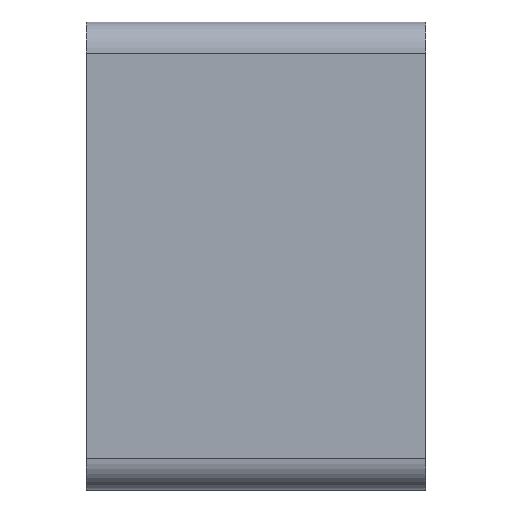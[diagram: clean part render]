
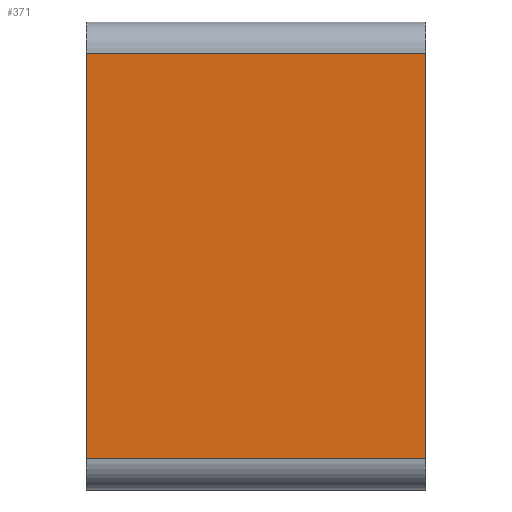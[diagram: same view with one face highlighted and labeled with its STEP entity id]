
A CAD part, top view. The second image highlights one B-rep face of the part: STEP entity #371.
In plain terms, the highlighted planar face has unit normal (0, 0, 1).
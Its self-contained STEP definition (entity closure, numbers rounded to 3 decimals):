
#5 = PLANE ( 'NONE',  #915 ) ;
#20 = ORIENTED_EDGE ( 'NONE', *, *, #1022, .T. ) ;
#28 = LINE ( 'NONE', #389, #577 ) ;
#53 = CARTESIAN_POINT ( 'NONE',  ( -43.5, 0., 35. ) ) ;
#96 = LINE ( 'NONE', #53, #595 ) ;
#150 = EDGE_CURVE ( 'NONE', #323, #316, #949, .T. ) ;
#174 = CARTESIAN_POINT ( 'NONE',  ( 0., 4., 35. ) ) ;
#176 = CARTESIAN_POINT ( 'NONE',  ( 0., 56., 35. ) ) ;
#189 = CARTESIAN_POINT ( 'NONE',  ( -43.5, 0., 35. ) ) ;
#250 = CARTESIAN_POINT ( 'NONE',  ( -43.5, 56., 35. ) ) ;
#288 = ORIENTED_EDGE ( 'NONE', *, *, #682, .F. ) ;
#302 = DIRECTION ( 'NONE',  ( 1., 0., 0. ) ) ;
#316 = VERTEX_POINT ( 'NONE', #176 ) ;
#323 = VERTEX_POINT ( 'NONE', #250 ) ;
#371 = ADVANCED_FACE ( 'NONE', ( #546 ), #5, .F. ) ;
#389 = CARTESIAN_POINT ( 'NONE',  ( 0., 0., 35. ) ) ;
#479 = DIRECTION ( 'NONE',  ( 0., 1., 0. ) ) ;
#541 = DIRECTION ( 'NONE',  ( -1., 0., 0. ) ) ;
#546 = FACE_OUTER_BOUND ( 'NONE', #786, .T. ) ;
#577 = VECTOR ( 'NONE', #479, 1000. ) ;
#595 = VECTOR ( 'NONE', #905, 1000. ) ;
#682 = EDGE_CURVE ( 'NONE', #910, #323, #96, .T. ) ;
#786 = EDGE_LOOP ( 'NONE', ( #802, #886, #288, #20 ) ) ;
#802 = ORIENTED_EDGE ( 'NONE', *, *, #938, .T. ) ;
#886 = ORIENTED_EDGE ( 'NONE', *, *, #150, .F. ) ;
#905 = DIRECTION ( 'NONE',  ( 0., 1., 0. ) ) ;
#910 = VERTEX_POINT ( 'NONE', #1109 ) ;
#915 = AXIS2_PLACEMENT_3D ( 'NONE', #189, #1083, #541 ) ;
#938 = EDGE_CURVE ( 'NONE', #1150, #316, #28, .T. ) ;
#949 = LINE ( 'NONE', #1112, #1156 ) ;
#961 = CARTESIAN_POINT ( 'NONE',  ( -43.5, 4., 35. ) ) ;
#1022 = EDGE_CURVE ( 'NONE', #910, #1150, #1138, .T. ) ;
#1029 = VECTOR ( 'NONE', #1124, 1000. ) ;
#1083 = DIRECTION ( 'NONE',  ( 0., 0., -1. ) ) ;
#1109 = CARTESIAN_POINT ( 'NONE',  ( -43.5, 4., 35. ) ) ;
#1112 = CARTESIAN_POINT ( 'NONE',  ( -43.5, 56., 35. ) ) ;
#1124 = DIRECTION ( 'NONE',  ( 1., 0., 0. ) ) ;
#1138 = LINE ( 'NONE', #961, #1029 ) ;
#1150 = VERTEX_POINT ( 'NONE', #174 ) ;
#1156 = VECTOR ( 'NONE', #302, 1000. ) ;
